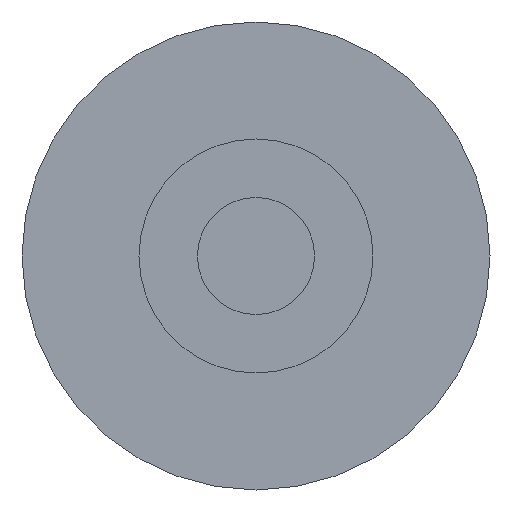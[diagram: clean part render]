
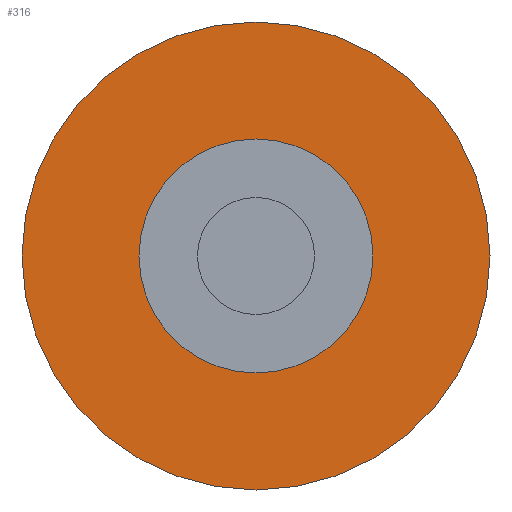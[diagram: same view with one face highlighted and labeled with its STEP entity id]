
A CAD part, front view. The second image highlights one B-rep face of the part: STEP entity #316.
In plain terms, the highlighted planar face has unit normal (0, -1, 0).
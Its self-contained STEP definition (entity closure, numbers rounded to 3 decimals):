
#17 = ORIENTED_EDGE ( 'NONE', *, *, #315, .F. ) ;
#21 = CIRCLE ( 'NONE', #155, 6. ) ;
#23 = CARTESIAN_POINT ( 'NONE',  ( 0., -5., 6. ) ) ;
#27 = CIRCLE ( 'NONE', #266, 6. ) ;
#33 = DIRECTION ( 'NONE',  ( 0., 1., 0. ) ) ;
#43 = VERTEX_POINT ( 'NONE', #44 ) ;
#44 = CARTESIAN_POINT ( 'NONE',  ( 0., -5., -6. ) ) ;
#59 = DIRECTION ( 'NONE',  ( 0., 0., 1. ) ) ;
#60 = CIRCLE ( 'NONE', #188, 12. ) ;
#71 = VERTEX_POINT ( 'NONE', #298 ) ;
#88 = CARTESIAN_POINT ( 'NONE',  ( 0., -5., 0. ) ) ;
#108 = CIRCLE ( 'NONE', #177, 12. ) ;
#129 = ORIENTED_EDGE ( 'NONE', *, *, #234, .F. ) ;
#132 = VERTEX_POINT ( 'NONE', #23 ) ;
#136 = CARTESIAN_POINT ( 'NONE',  ( 0., -5., 0. ) ) ;
#139 = DIRECTION ( 'NONE',  ( 0., 1., 0. ) ) ;
#150 = FACE_BOUND ( 'NONE', #333, .T. ) ;
#155 = AXIS2_PLACEMENT_3D ( 'NONE', #180, #235, #201 ) ;
#163 = DIRECTION ( 'NONE',  ( 0., 0., 1. ) ) ;
#177 = AXIS2_PLACEMENT_3D ( 'NONE', #88, #284, #184 ) ;
#180 = CARTESIAN_POINT ( 'NONE',  ( 0., -5., 0. ) ) ;
#181 = EDGE_CURVE ( 'NONE', #132, #43, #21, .T. ) ;
#184 = DIRECTION ( 'NONE',  ( 0., 0., 1. ) ) ;
#188 = AXIS2_PLACEMENT_3D ( 'NONE', #238, #33, #59 ) ;
#201 = DIRECTION ( 'NONE',  ( 0., 0., 1. ) ) ;
#206 = PLANE ( 'NONE',  #230 ) ;
#207 = CARTESIAN_POINT ( 'NONE',  ( 12., -5., 0. ) ) ;
#226 = EDGE_LOOP ( 'NONE', ( #129, #17 ) ) ;
#230 = AXIS2_PLACEMENT_3D ( 'NONE', #207, #139, #236 ) ;
#234 = EDGE_CURVE ( 'NONE', #71, #313, #108, .T. ) ;
#235 = DIRECTION ( 'NONE',  ( 0., 1., 0. ) ) ;
#236 = DIRECTION ( 'NONE',  ( 0., 0., 1. ) ) ;
#238 = CARTESIAN_POINT ( 'NONE',  ( 0., -5., 0. ) ) ;
#243 = ORIENTED_EDGE ( 'NONE', *, *, #181, .T. ) ;
#244 = ORIENTED_EDGE ( 'NONE', *, *, #254, .T. ) ;
#254 = EDGE_CURVE ( 'NONE', #43, #132, #27, .T. ) ;
#263 = FACE_OUTER_BOUND ( 'NONE', #226, .T. ) ;
#266 = AXIS2_PLACEMENT_3D ( 'NONE', #136, #283, #163 ) ;
#283 = DIRECTION ( 'NONE',  ( 0., 1., 0. ) ) ;
#284 = DIRECTION ( 'NONE',  ( 0., 1., 0. ) ) ;
#298 = CARTESIAN_POINT ( 'NONE',  ( 0., -5., 12. ) ) ;
#313 = VERTEX_POINT ( 'NONE', #334 ) ;
#315 = EDGE_CURVE ( 'NONE', #313, #71, #60, .T. ) ;
#316 = ADVANCED_FACE ( 'NONE', ( #263, #150 ), #206, .F. ) ;
#333 = EDGE_LOOP ( 'NONE', ( #243, #244 ) ) ;
#334 = CARTESIAN_POINT ( 'NONE',  ( 0., -5., -12. ) ) ;
